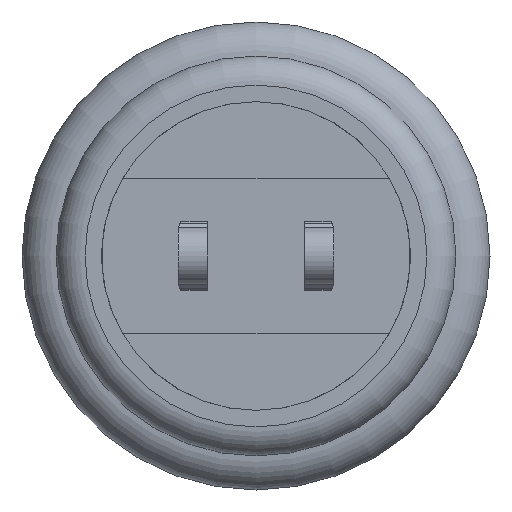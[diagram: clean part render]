
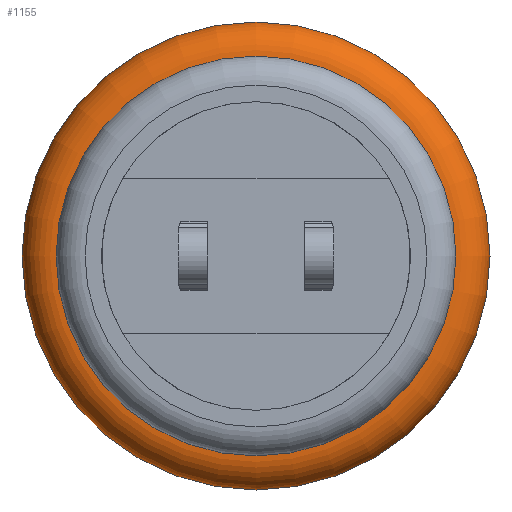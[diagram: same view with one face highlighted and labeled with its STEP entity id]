
A CAD part, front view. The second image highlights one B-rep face of the part: STEP entity #1155.
In plain terms, the highlighted toroidal (fillet/blend) face has major radius 3.505 mm and minor radius 0.597 mm.
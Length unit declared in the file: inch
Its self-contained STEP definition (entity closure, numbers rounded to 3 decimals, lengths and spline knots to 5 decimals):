
#295=TOROIDAL_SURFACE('',#1279,0.138,0.0235);
#357=FACE_OUTER_BOUND('',#430,.T.);
#430=EDGE_LOOP('',(#1005,#1006,#1007,#1008,#1009,#1010,#1011,#1012,#1013,
#1014,#1015));
#463=CIRCLE('',#1260,0.138);
#464=CIRCLE('',#1261,0.138);
#465=CIRCLE('',#1263,0.138);
#466=CIRCLE('',#1265,0.138);
#467=CIRCLE('',#1267,0.138);
#468=CIRCLE('',#1269,0.138);
#469=CIRCLE('',#1271,0.138);
#470=CIRCLE('',#1280,0.0235);
#471=CIRCLE('',#1281,0.138);
#472=CIRCLE('',#1282,0.138);
#552=VERTEX_POINT('',#1901);
#553=VERTEX_POINT('',#1902);
#555=VERTEX_POINT('',#1906);
#556=VERTEX_POINT('',#1910);
#558=VERTEX_POINT('',#1916);
#560=VERTEX_POINT('',#1922);
#562=VERTEX_POINT('',#1928);
#571=VERTEX_POINT('',#1964);
#572=VERTEX_POINT('',#1966);
#688=EDGE_CURVE('',#552,#553,#463,.T.);
#691=EDGE_CURVE('',#553,#555,#464,.T.);
#692=EDGE_CURVE('',#556,#552,#465,.T.);
#695=EDGE_CURVE('',#558,#556,#466,.T.);
#698=EDGE_CURVE('',#560,#558,#467,.T.);
#701=EDGE_CURVE('',#562,#560,#468,.T.);
#704=EDGE_CURVE('',#555,#562,#469,.T.);
#719=EDGE_CURVE('',#553,#571,#470,.T.);
#720=EDGE_CURVE('',#571,#572,#471,.T.);
#721=EDGE_CURVE('',#572,#571,#472,.T.);
#1005=ORIENTED_EDGE('',*,*,#701,.T.);
#1006=ORIENTED_EDGE('',*,*,#698,.T.);
#1007=ORIENTED_EDGE('',*,*,#695,.T.);
#1008=ORIENTED_EDGE('',*,*,#692,.T.);
#1009=ORIENTED_EDGE('',*,*,#688,.T.);
#1010=ORIENTED_EDGE('',*,*,#719,.T.);
#1011=ORIENTED_EDGE('',*,*,#720,.T.);
#1012=ORIENTED_EDGE('',*,*,#721,.T.);
#1013=ORIENTED_EDGE('',*,*,#719,.F.);
#1014=ORIENTED_EDGE('',*,*,#691,.T.);
#1015=ORIENTED_EDGE('',*,*,#704,.T.);
#1155=ADVANCED_FACE('',(#357),#295,.T.);
#1260=AXIS2_PLACEMENT_3D('',#1903,#1526,#1527);
#1261=AXIS2_PLACEMENT_3D('',#1908,#1530,#1531);
#1263=AXIS2_PLACEMENT_3D('',#1911,#1534,#1535);
#1265=AXIS2_PLACEMENT_3D('',#1917,#1540,#1541);
#1267=AXIS2_PLACEMENT_3D('',#1923,#1546,#1547);
#1269=AXIS2_PLACEMENT_3D('',#1929,#1552,#1553);
#1271=AXIS2_PLACEMENT_3D('',#1934,#1558,#1559);
#1279=AXIS2_PLACEMENT_3D('',#1963,#1588,#1589);
#1280=AXIS2_PLACEMENT_3D('',#1965,#1590,#1591);
#1281=AXIS2_PLACEMENT_3D('',#1967,#1592,#1593);
#1282=AXIS2_PLACEMENT_3D('',#1968,#1594,#1595);
#1526=DIRECTION('center_axis',(0.,-1.,0.));
#1527=DIRECTION('ref_axis',(-1.,0.,0.));
#1530=DIRECTION('center_axis',(0.,-1.,0.));
#1531=DIRECTION('ref_axis',(-1.,0.,0.));
#1534=DIRECTION('center_axis',(0.,-1.,0.));
#1535=DIRECTION('ref_axis',(-1.,0.,0.));
#1540=DIRECTION('center_axis',(0.,-1.,0.));
#1541=DIRECTION('ref_axis',(-1.,0.,0.));
#1546=DIRECTION('center_axis',(0.,-1.,0.));
#1547=DIRECTION('ref_axis',(-1.,0.,0.));
#1552=DIRECTION('center_axis',(0.,-1.,0.));
#1553=DIRECTION('ref_axis',(-1.,0.,0.));
#1558=DIRECTION('center_axis',(0.,-1.,0.));
#1559=DIRECTION('ref_axis',(-1.,0.,0.));
#1588=DIRECTION('center_axis',(0.,1.,0.));
#1589=DIRECTION('ref_axis',(0.,0.,1.));
#1590=DIRECTION('center_axis',(-1.,0.,0.));
#1591=DIRECTION('ref_axis',(0.,0.,-1.));
#1592=DIRECTION('center_axis',(0.,1.,0.));
#1593=DIRECTION('ref_axis',(-1.,0.,0.));
#1594=DIRECTION('center_axis',(0.,1.,0.));
#1595=DIRECTION('ref_axis',(-1.,0.,0.));
#1901=CARTESIAN_POINT('',(-0.34067,0.01607,-0.11951));
#1902=CARTESIAN_POINT('',(-0.27167,0.01607,-0.138));
#1903=CARTESIAN_POINT('Origin',(-0.27167,0.01607,0.));
#1906=CARTESIAN_POINT('',(-0.20267,0.01607,-0.11951));
#1908=CARTESIAN_POINT('Origin',(-0.27167,0.01607,0.));
#1910=CARTESIAN_POINT('',(-0.40967,0.01607,0.));
#1911=CARTESIAN_POINT('Origin',(-0.27167,0.01607,0.));
#1916=CARTESIAN_POINT('',(-0.34067,0.01607,0.11951));
#1917=CARTESIAN_POINT('Origin',(-0.27167,0.01607,0.));
#1922=CARTESIAN_POINT('',(-0.20267,0.01607,0.11951));
#1923=CARTESIAN_POINT('Origin',(-0.27167,0.01607,0.));
#1928=CARTESIAN_POINT('',(-0.13367,0.01607,0.));
#1929=CARTESIAN_POINT('Origin',(-0.27167,0.01607,0.));
#1934=CARTESIAN_POINT('Origin',(-0.27167,0.01607,0.));
#1963=CARTESIAN_POINT('Origin',(-0.27167,-0.00743,
0.));
#1964=CARTESIAN_POINT('',(-0.27167,-0.03093,-0.138));
#1965=CARTESIAN_POINT('Origin',(-0.27167,-0.00743,
-0.138));
#1966=CARTESIAN_POINT('',(-0.13367,-0.03093,0.));
#1967=CARTESIAN_POINT('Origin',(-0.27167,-0.03093,
0.));
#1968=CARTESIAN_POINT('Origin',(-0.27167,-0.03093,
0.));
